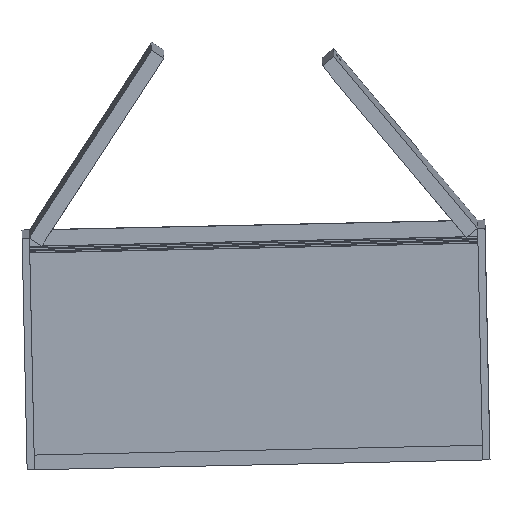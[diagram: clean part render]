
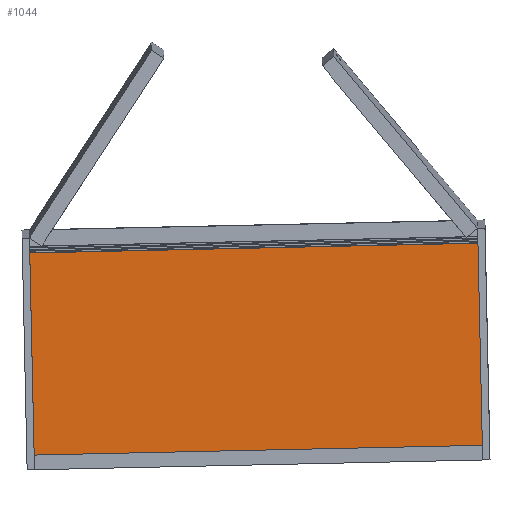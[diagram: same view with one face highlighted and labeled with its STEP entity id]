
A CAD part, front view. The second image highlights one B-rep face of the part: STEP entity #1044.
In plain terms, the highlighted face is planar.
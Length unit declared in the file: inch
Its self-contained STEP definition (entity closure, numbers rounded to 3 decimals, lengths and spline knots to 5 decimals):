
#43 = DIRECTION ( 'NONE',  ( -1., 0., 0. ) ) ;
#150 = EDGE_CURVE ( 'NONE', #1882, #2309, #2138, .T. ) ;
#154 = CARTESIAN_POINT ( 'NONE',  ( 1.25, 15.25, -6.875 ) ) ;
#372 = VECTOR ( 'NONE', #509, 39.37008 ) ;
#386 = DIRECTION ( 'NONE',  ( 0., 0., 1. ) ) ;
#390 = VECTOR ( 'NONE', #798, 39.37008 ) ;
#410 = EDGE_CURVE ( 'NONE', #1882, #914, #1368, .T. ) ;
#509 = DIRECTION ( 'NONE',  ( 0., -1., 0. ) ) ;
#539 = DIRECTION ( 'NONE',  ( 0., -1., 0. ) ) ;
#651 = VECTOR ( 'NONE', #539, 39.37008 ) ;
#687 = EDGE_CURVE ( 'NONE', #914, #1046, #2018, .T. ) ;
#775 = FACE_OUTER_BOUND ( 'NONE', #1867, .T. ) ;
#789 = ORIENTED_EDGE ( 'NONE', *, *, #150, .T. ) ;
#798 = DIRECTION ( 'NONE',  ( 0., 0., -1. ) ) ;
#836 = CARTESIAN_POINT ( 'NONE',  ( 1.25, 15.25, -6.875 ) ) ;
#869 = EDGE_CURVE ( 'NONE', #2309, #1046, #1179, .T. ) ;
#914 = VERTEX_POINT ( 'NONE', #836 ) ;
#1044 = ADVANCED_FACE ( 'NONE', ( #775 ), #1327, .F. ) ;
#1046 = VERTEX_POINT ( 'NONE', #1162 ) ;
#1059 = AXIS2_PLACEMENT_3D ( 'NONE', #2209, #43, #386 ) ;
#1080 = VECTOR ( 'NONE', #2057, 39.37008 ) ;
#1162 = CARTESIAN_POINT ( 'NONE',  ( 1.25, -15.25, -6.875 ) ) ;
#1179 = LINE ( 'NONE', #2266, #390 ) ;
#1275 = ORIENTED_EDGE ( 'NONE', *, *, #869, .T. ) ;
#1320 = ORIENTED_EDGE ( 'NONE', *, *, #410, .F. ) ;
#1327 = PLANE ( 'NONE',  #1059 ) ;
#1368 = LINE ( 'NONE', #2282, #1080 ) ;
#1430 = CARTESIAN_POINT ( 'NONE',  ( 1.25, 15.25, 6.875 ) ) ;
#1596 = CARTESIAN_POINT ( 'NONE',  ( 1.25, -15.25, 6.875 ) ) ;
#1723 = CARTESIAN_POINT ( 'NONE',  ( 1.25, 15.25, 6.875 ) ) ;
#1867 = EDGE_LOOP ( 'NONE', ( #1275, #2174, #1320, #789 ) ) ;
#1882 = VERTEX_POINT ( 'NONE', #1723 ) ;
#2018 = LINE ( 'NONE', #154, #651 ) ;
#2057 = DIRECTION ( 'NONE',  ( 0., 0., -1. ) ) ;
#2138 = LINE ( 'NONE', #1430, #372 ) ;
#2174 = ORIENTED_EDGE ( 'NONE', *, *, #687, .F. ) ;
#2209 = CARTESIAN_POINT ( 'NONE',  ( 1.25, 15.25, -6.875 ) ) ;
#2266 = CARTESIAN_POINT ( 'NONE',  ( 1.25, -15.25, -6.875 ) ) ;
#2282 = CARTESIAN_POINT ( 'NONE',  ( 1.25, 15.25, -6.875 ) ) ;
#2309 = VERTEX_POINT ( 'NONE', #1596 ) ;
